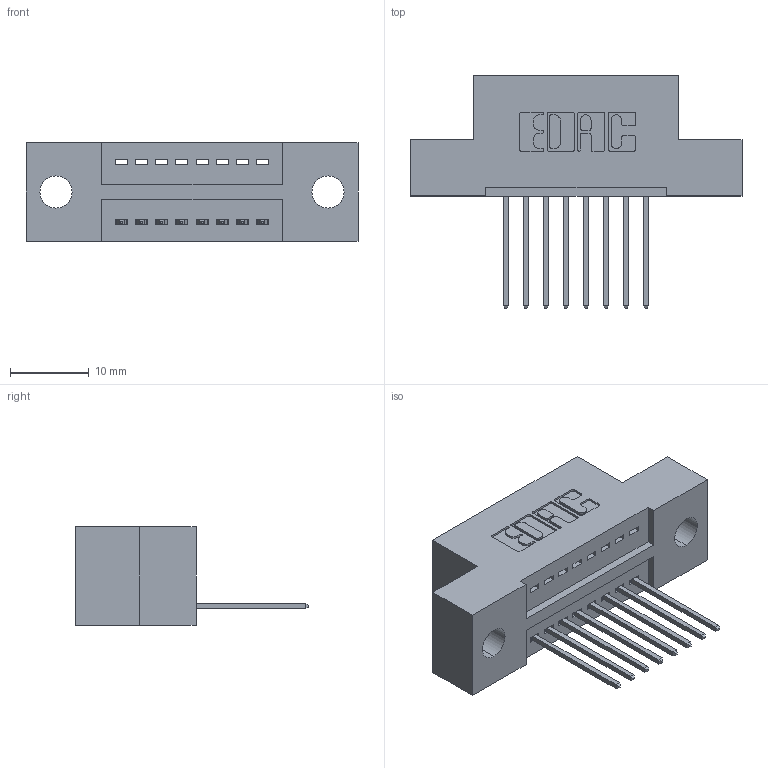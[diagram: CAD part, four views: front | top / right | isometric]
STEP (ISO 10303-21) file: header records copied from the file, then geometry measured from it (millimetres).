
FILE_DESCRIPTION (( 'STEP AP203' ), '1' );
FILE_NAME ('325-008-540-109.STEP', '2020-02-24T14:53:23', ( '' ), ( '' ), 'SwSTEP 2.0', 'SolidWorks 2016', '' );
FILE_SCHEMA (( 'CONFIG_CONTROL_DESIGN' ));
Length unit declared in the file: inch
Products named in the file (3): 325 Part_.160 TH; 325-008-540-109; 325-292-001_325-293-140
Assembly tree (9 placements, depth 2):
  325-008-540-109
    325 Part_.160 TH
    325-292-001_325-293-140  x8
Bounding box: 42.04 x 29.46 x 12.45 mm (x, y, z)
Volume: 4849.3 mm3; surface area: 4697 mm2
Topology: 9 solids, 9 shells, 578 faces, 1719 edges, 1134 vertices
Faces by surface type: plane 406, cylinder 172
Entity records: 9309 total; most frequent: CARTESIAN_POINT 1618, ORIENTED_EDGE 1562, DIRECTION 1433, EDGE_CURVE 781, LINE 653, VECTOR 653, VERTEX_POINT 518, AXIS2_PLACEMENT_3D 390
